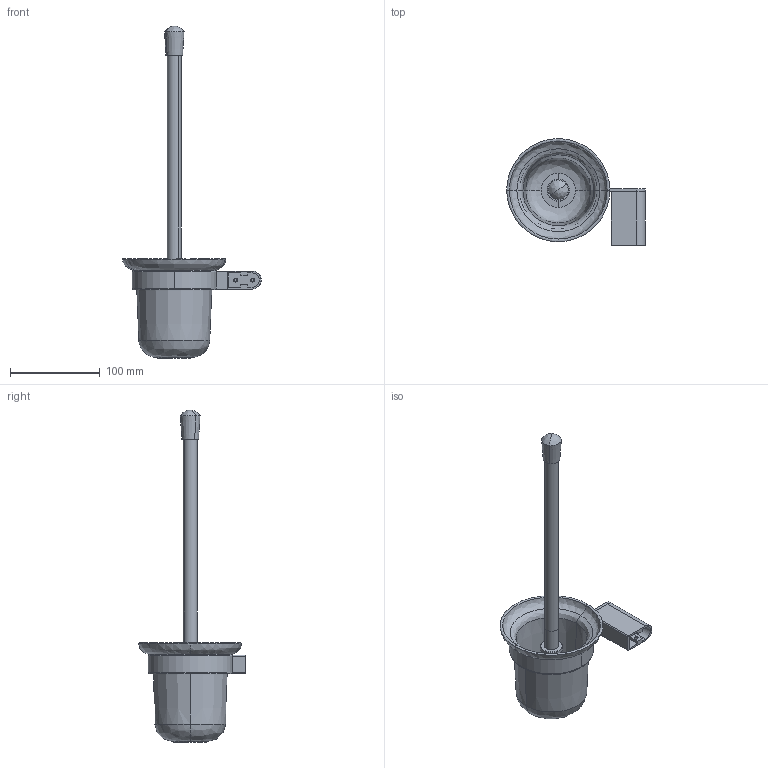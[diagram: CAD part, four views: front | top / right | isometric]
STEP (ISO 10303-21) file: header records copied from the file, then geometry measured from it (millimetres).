
FILE_DESCRIPTION (( 'STEP AP203' ), '1' );
FILE_NAME ('66633,0.STEP', '2020-09-01T08:26:34', ( '' ), ( '' ), 'SwSTEP 2.0', 'SolidWorks 2020', '' );
FILE_SCHEMA (( 'CONFIG_CONTROL_DESIGN' ));
Length unit declared in the file: millimetre
Products named in the file (12): 11Tﾝ-ｺL撒-+､; 11TÝ=--ÿ; 33扛蠍; 11TÝ-ºLŽ; 11Tﾝ=--ｺ; 50ﾎｨ摠ﾎ｡﨔; držák 66633; 11TÝ=--ÿªã; 11TÝ=--ÿTó=Ì; 50-ｺ--ｯﾋｪT; 66633,0
Assembly tree (12 placements, depth 3):
  66633,0
    držák 66633
      50-ｺ--ｯﾋｪT
      33扛蠍  x2
      11TÝ-ºLŽ
      50ﾎｨ摠ﾎ｡﨔
      11Tﾝ-ｺL撒-+､
    11Tﾝ=--ｺ
    11TÝ=--ÿ
      11TÝ=--ÿTó=Ì
      11TÝ=--ÿ
      11TÝ=--ÿªã
Bounding box: 154.49 x 118.99 x 370 mm (x, y, z)
Volume: 152165.4 mm3; surface area: 143430.2 mm2
Topology: 9 solids, 10 shells, 210 faces, 496 edges, 313 vertices
Faces by surface type: cylinder 69, plane 64, cone 40, bspline 37
Entity records: 14563 total; most frequent: CARTESIAN_POINT 8745, DIRECTION 963, ORIENTED_EDGE 938, EDGE_CURVE 470, AXIS2_PLACEMENT_3D 388, VERTEX_POINT 301, EDGE_LOOP 228, CIRCLE 207
